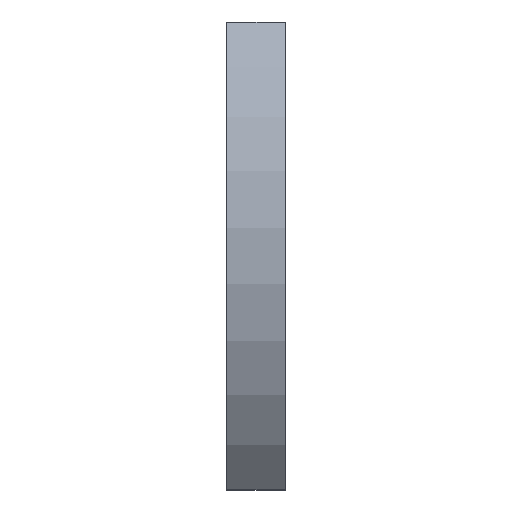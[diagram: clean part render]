
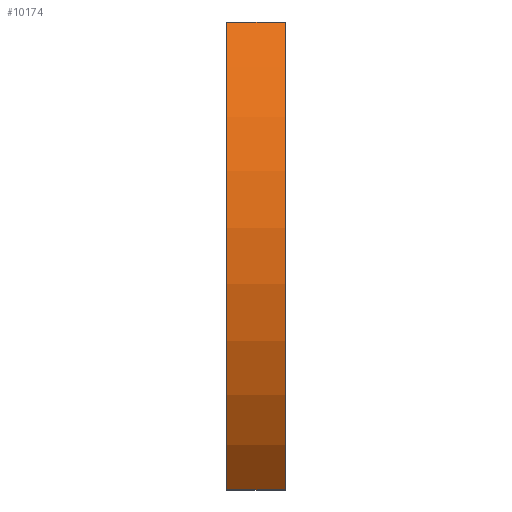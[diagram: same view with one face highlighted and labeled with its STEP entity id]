
A CAD part, left-side view. The second image highlights one B-rep face of the part: STEP entity #10174.
In plain terms, the highlighted cylindrical face has radius 59.363 mm (diameter 118.726 mm), a partial arc.
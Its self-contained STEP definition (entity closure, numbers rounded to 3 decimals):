
#103 = CYLINDRICAL_SURFACE ( 'NONE', #5168, 59.363 ) ;
#582 = VECTOR ( 'NONE', #7821, 1000. ) ;
#973 = CARTESIAN_POINT ( 'NONE',  ( -44.5, 5., -40. ) ) ;
#1081 = CARTESIAN_POINT ( 'NONE',  ( -0.637, 5., 0. ) ) ;
#1240 = CARTESIAN_POINT ( 'NONE',  ( -44.5, 5., 40. ) ) ;
#1427 = EDGE_CURVE ( 'NONE', #7175, #8399, #11890, .T. ) ;
#1726 = DIRECTION ( 'NONE',  ( 0., 0., -1. ) ) ;
#2068 = VERTEX_POINT ( 'NONE', #10846 ) ;
#2345 = EDGE_LOOP ( 'NONE', ( #6820, #12094, #3273, #5901 ) ) ;
#2695 = CARTESIAN_POINT ( 'NONE',  ( -0.637, 5., 0. ) ) ;
#3273 = ORIENTED_EDGE ( 'NONE', *, *, #1427, .F. ) ;
#3581 = DIRECTION ( 'NONE',  ( 0., -1., 0. ) ) ;
#4181 = LINE ( 'NONE', #973, #9410 ) ;
#4909 = DIRECTION ( 'NONE',  ( 0., -1., 0. ) ) ;
#4995 = DIRECTION ( 'NONE',  ( 0., 0., 1. ) ) ;
#5168 = AXIS2_PLACEMENT_3D ( 'NONE', #2695, #3581, #1726 ) ;
#5510 = EDGE_CURVE ( 'NONE', #8399, #7657, #7917, .T. ) ;
#5901 = ORIENTED_EDGE ( 'NONE', *, *, #9136, .T. ) ;
#6820 = ORIENTED_EDGE ( 'NONE', *, *, #11002, .T. ) ;
#6853 = DIRECTION ( 'NONE',  ( 0., 0., 1. ) ) ;
#7175 = VERTEX_POINT ( 'NONE', #8808 ) ;
#7657 = VERTEX_POINT ( 'NONE', #9969 ) ;
#7821 = DIRECTION ( 'NONE',  ( 0., -1., 0. ) ) ;
#7865 = CARTESIAN_POINT ( 'NONE',  ( -0.637, -5., 0. ) ) ;
#7906 = DIRECTION ( 'NONE',  ( 0., 1., 0. ) ) ;
#7917 = LINE ( 'NONE', #1240, #582 ) ;
#8038 = FACE_OUTER_BOUND ( 'NONE', #2345, .T. ) ;
#8139 = CARTESIAN_POINT ( 'NONE',  ( -44.5, 5., 40. ) ) ;
#8399 = VERTEX_POINT ( 'NONE', #8139 ) ;
#8740 = DIRECTION ( 'NONE',  ( 0., 1., 0. ) ) ;
#8808 = CARTESIAN_POINT ( 'NONE',  ( -44.5, 5., -40. ) ) ;
#9136 = EDGE_CURVE ( 'NONE', #7175, #2068, #4181, .T. ) ;
#9410 = VECTOR ( 'NONE', #4909, 1000. ) ;
#9969 = CARTESIAN_POINT ( 'NONE',  ( -44.5, -5., 40. ) ) ;
#10174 = ADVANCED_FACE ( 'NONE', ( #8038 ), #103, .T. ) ;
#10619 = AXIS2_PLACEMENT_3D ( 'NONE', #7865, #7906, #4995 ) ;
#10846 = CARTESIAN_POINT ( 'NONE',  ( -44.5, -5., -40. ) ) ;
#11002 = EDGE_CURVE ( 'NONE', #2068, #7657, #11628, .T. ) ;
#11628 = CIRCLE ( 'NONE', #10619, 59.363 ) ;
#11736 = AXIS2_PLACEMENT_3D ( 'NONE', #1081, #8740, #6853 ) ;
#11890 = CIRCLE ( 'NONE', #11736, 59.363 ) ;
#12094 = ORIENTED_EDGE ( 'NONE', *, *, #5510, .F. ) ;
